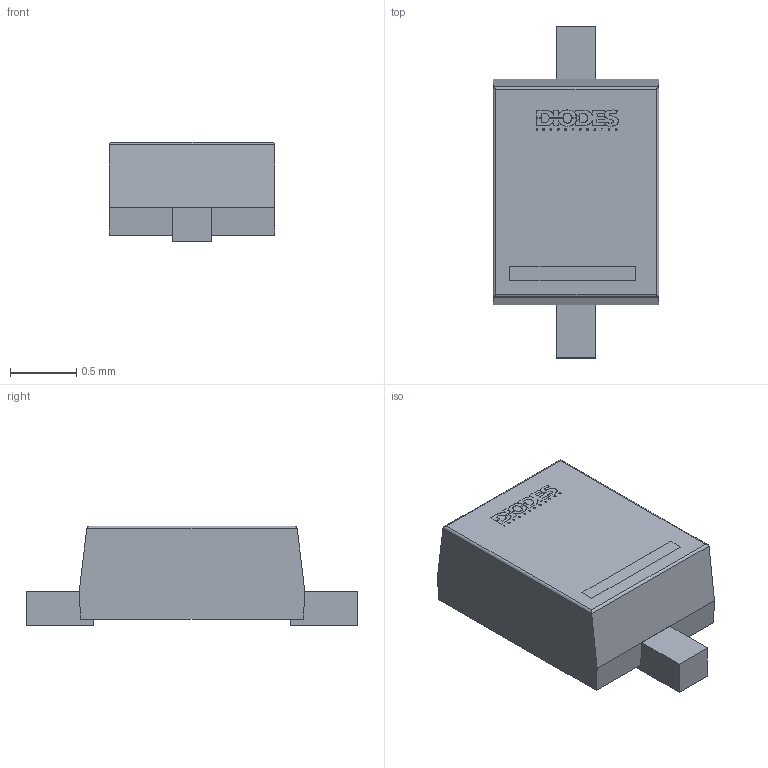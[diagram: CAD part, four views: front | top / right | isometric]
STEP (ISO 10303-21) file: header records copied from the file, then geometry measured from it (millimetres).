
FILE_DESCRIPTION(/* description */ (''),/* implementation_level */ '2;1');
FILE_NAME(/* name */ 'Diodes Inc. 1N4148WSF-7.stp',/* time_stamp */ '2019-08-19T20:32:36+02:00',/* author */ ('BMT'),/* organization */ (''),/* preprocessor_version */ 'ST-DEVELOPER v16.5',/* originating_system */ 'Autodesk Inventor 2017',/* authorisation */ '');
FILE_SCHEMA (('AUTOMOTIVE_DESIGN { 1 0 10303 214 3 1 1 }'));
Length unit declared in the file: millimetre
Products named in the file (5): Diodes Inc. 1N4148WSF-7; Diodes Inc. 1N4148WSF-7 1; Diodes Inc. 1N4148WSF-72; Diodes Inc. 1N4148WSF-72_MIR2; Diodes 
Assembly tree (4 placements, depth 2):
  Diodes Inc. 1N4148WSF-7
    Diodes Inc. 1N4148WSF-7 1
    Diodes Inc. 1N4148WSF-72
    Diodes Inc. 1N4148WSF-72_MIR2
    Diodes 
Bounding box: 1.25 x 2.5 x 0.75 mm (x, y, z)
Volume: 1.5 mm3; surface area: 9.6 mm2
Topology: 19 solids, 19 shells, 381 faces, 1026 edges, 684 vertices
Faces by surface type: plane 196, bspline 166, cylinder 17, sphere 2
Entity records: 12539 total; most frequent: CARTESIAN_POINT 3884, ORIENTED_EDGE 2052, DIRECTION 1212, EDGE_CURVE 1026, VERTEX_POINT 684, LINE 656, VECTOR 656, EDGE_LOOP 396
